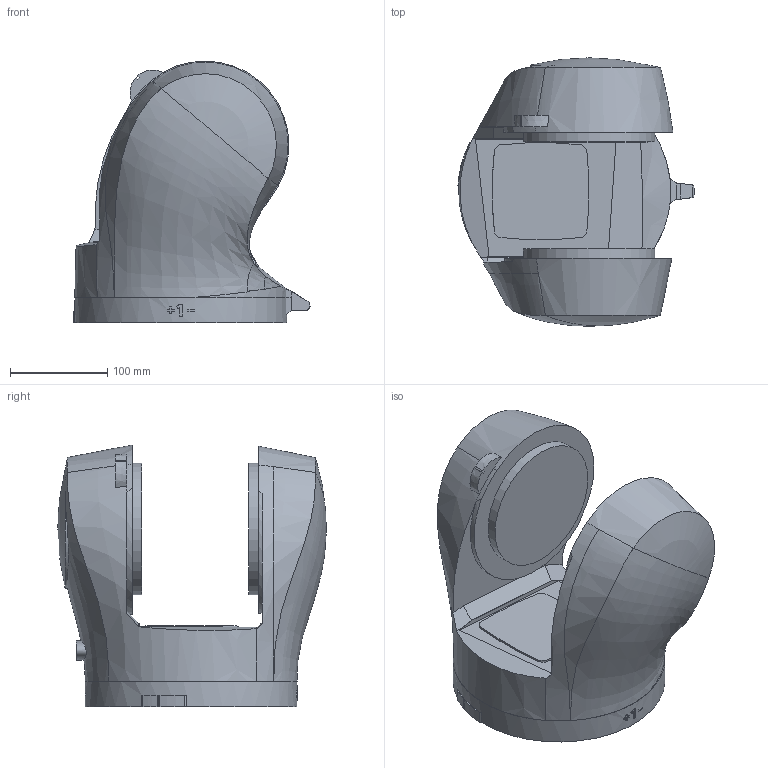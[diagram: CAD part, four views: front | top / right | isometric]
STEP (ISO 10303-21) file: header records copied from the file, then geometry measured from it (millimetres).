
FILE_DESCRIPTION(/* description */ (''),/* implementation_level */ '2;1');
FILE_NAME(/* name */ '实体2.stp',/* time_stamp */ '2020-04-16T14:51:23+08:00',/* author */ ('Administrator'),/* organization */ (''),/* preprocessor_version */ 'ST-DEVELOPER v16.13',/* originating_system */ 'Autodesk Inventor 2018',/* authorisation */ '');
FILE_SCHEMA (('AUTOMOTIVE_DESIGN { 1 0 10303 214 3 1 1 }'));
Length unit declared in the file: millimetre
Products named in the file (1): 实体2
Bounding box: 242.8 x 275.93 x 269.33 mm (x, y, z)
Volume: 6277017.5 mm3; surface area: 298537.3 mm2
Topology: 1 solids, 1 shells, 148 faces, 396 edges, 262 vertices
Faces by surface type: plane 99, cylinder 25, bspline 16, cone 4, sphere 3, torus 1
Full cylindrical faces by diameter (mm): 4 x2, 135 x2, 180 x1, 218.02 x1
Entity records: 12453 total; most frequent: CARTESIAN_POINT 8673, ORIENTED_EDGE 766, DIRECTION 713, EDGE_CURVE 383, AXIS2_PLACEMENT_3D 266, VERTEX_POINT 257, LINE 181, VECTOR 181
